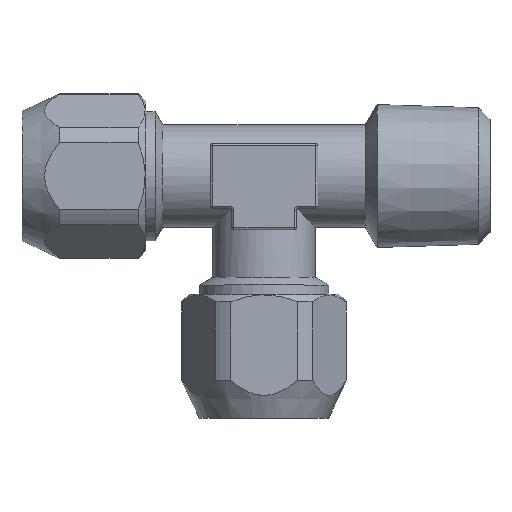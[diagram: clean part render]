
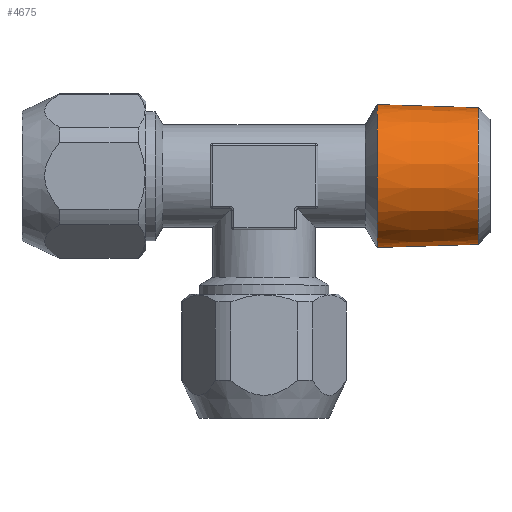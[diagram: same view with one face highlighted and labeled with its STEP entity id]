
A CAD part, top view. The second image highlights one B-rep face of the part: STEP entity #4675.
In plain terms, the highlighted conical face has half-angle 1.78 degrees and reference radius 6.494 mm.
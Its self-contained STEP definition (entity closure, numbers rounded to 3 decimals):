
#1879=CARTESIAN_POINT('',(19.9,0.,0.));
#1880=DIRECTION('',(1.,0.,0.));
#1881=DIRECTION('',(0.,1.,0.));
#1882=AXIS2_PLACEMENT_3D('',#1879,#1880,#1881);
#1884=DIRECTION('',(1.,-0.031,0.));
#1885=VECTOR('',#1884,9.401);
#1886=CARTESIAN_POINT('',(10.503,6.64,0.));
#1887=LINE('',#1886,#1885);
#1888=DIRECTION('',(1.,0.031,0.));
#1889=VECTOR('',#1888,9.401);
#1890=CARTESIAN_POINT('',(10.503,-6.64,0.));
#1891=LINE('',#1890,#1889);
#1892=CARTESIAN_POINT('',(10.503,0.,0.));
#1893=DIRECTION('',(1.,0.,0.));
#1894=DIRECTION('',(0.,1.,0.));
#1895=AXIS2_PLACEMENT_3D('',#1892,#1893,#1894);
#2302=CARTESIAN_POINT('',(19.9,6.348,0.));
#2304=VERTEX_POINT('',#2302);
#2306=CARTESIAN_POINT('',(19.9,-6.348,0.));
#2308=VERTEX_POINT('',#2306);
#2310=CARTESIAN_POINT('',(10.503,6.64,0.));
#2311=CARTESIAN_POINT('',(10.503,-6.64,0.));
#2312=VERTEX_POINT('',#2310);
#2313=VERTEX_POINT('',#2311);
#4661=CARTESIAN_POINT('',(15.202,0.,0.));
#4662=DIRECTION('',(-1.,0.,0.));
#4663=DIRECTION('',(0.,1.,0.));
#4664=AXIS2_PLACEMENT_3D('',#4661,#4662,#4663);
#4665=CONICAL_SURFACE('',#4664,6.494,1.78);
#4667=ORIENTED_EDGE('',*,*,#4666,.F.);
#4669=ORIENTED_EDGE('',*,*,#4668,.T.);
#4670=ORIENTED_EDGE('',*,*,#4656,.T.);
#4672=ORIENTED_EDGE('',*,*,#4671,.F.);
#4673=EDGE_LOOP('',(#4667,#4669,#4670,#4672));
#4674=FACE_OUTER_BOUND('',#4673,.F.);
#4675=ADVANCED_FACE('',(#4674),#4665,.T.);
#1883=CIRCLE('',#1882,6.348);
#1896=CIRCLE('',#1895,6.64);
#4656=EDGE_CURVE('',#2304,#2308,#1883,.T.);
#4666=EDGE_CURVE('',#2312,#2313,#1896,.T.);
#4668=EDGE_CURVE('',#2312,#2304,#1887,.T.);
#4671=EDGE_CURVE('',#2313,#2308,#1891,.T.);
